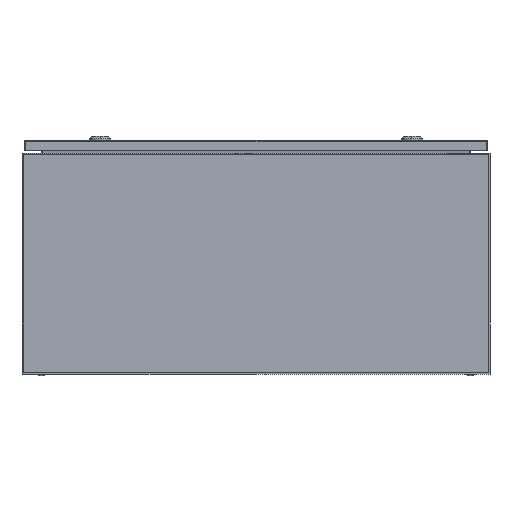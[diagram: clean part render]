
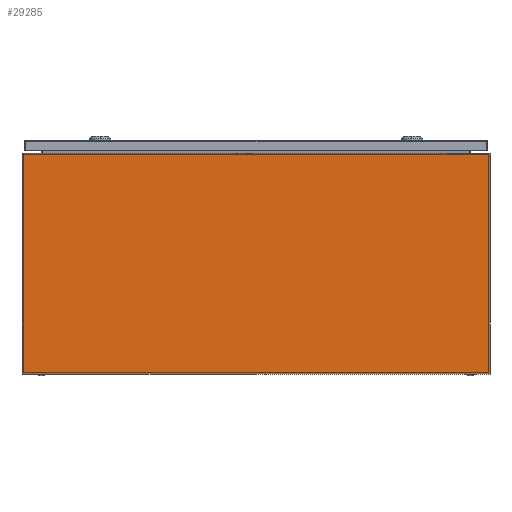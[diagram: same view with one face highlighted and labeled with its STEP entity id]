
A CAD part, left-side view. The second image highlights one B-rep face of the part: STEP entity #29285.
In plain terms, the highlighted planar face has unit normal (-1, 0, 0).
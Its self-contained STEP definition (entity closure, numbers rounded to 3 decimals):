
#659 = DIRECTION ( 'NONE',  ( 0., -1., 0. ) ) ;
#812 = CARTESIAN_POINT ( 'NONE',  ( 0., 0., 283. ) ) ;
#1284 = CARTESIAN_POINT ( 'NONE',  ( 0., 0., 0. ) ) ;
#1407 = EDGE_CURVE ( 'NONE', #37966, #32681, #16289, .T. ) ;
#2594 = ORIENTED_EDGE ( 'NONE', *, *, #37246, .F. ) ;
#3683 = DIRECTION ( 'NONE',  ( 0., -1., 0. ) ) ;
#5045 = CARTESIAN_POINT ( 'NONE',  ( 0., 0., 283. ) ) ;
#6026 = CARTESIAN_POINT ( 'NONE',  ( 0., 0., 283. ) ) ;
#11619 = EDGE_CURVE ( 'NONE', #26282, #19339, #29957, .T. ) ;
#12439 = AXIS2_PLACEMENT_3D ( 'NONE', #812, #24795, #36772 ) ;
#14623 = CARTESIAN_POINT ( 'NONE',  ( 0., 600., 0. ) ) ;
#15774 = PLANE ( 'NONE',  #12439 ) ;
#16289 = LINE ( 'NONE', #30640, #28174 ) ;
#16406 = ORIENTED_EDGE ( 'NONE', *, *, #34247, .T. ) ;
#18794 = ORIENTED_EDGE ( 'NONE', *, *, #1407, .T. ) ;
#19339 = VERTEX_POINT ( 'NONE', #5045 ) ;
#19936 = ORIENTED_EDGE ( 'NONE', *, *, #11619, .F. ) ;
#20494 = LINE ( 'NONE', #26414, #26430 ) ;
#24795 = DIRECTION ( 'NONE',  ( 1., 0., 0. ) ) ;
#26282 = VERTEX_POINT ( 'NONE', #27350 ) ;
#26414 = CARTESIAN_POINT ( 'NONE',  ( 0., 600., 283. ) ) ;
#26430 = VECTOR ( 'NONE', #32294, 1000. ) ;
#26512 = DIRECTION ( 'NONE',  ( 0., 0., -1. ) ) ;
#27350 = CARTESIAN_POINT ( 'NONE',  ( 0., 600., 283. ) ) ;
#28174 = VECTOR ( 'NONE', #3683, 1000. ) ;
#29285 = ADVANCED_FACE ( 'NONE', ( #30701 ), #15774, .F. ) ;
#29957 = LINE ( 'NONE', #30544, #30167 ) ;
#30167 = VECTOR ( 'NONE', #659, 1000. ) ;
#30544 = CARTESIAN_POINT ( 'NONE',  ( 0., 0., 283. ) ) ;
#30640 = CARTESIAN_POINT ( 'NONE',  ( 0., 0., 0. ) ) ;
#30701 = FACE_OUTER_BOUND ( 'NONE', #33379, .T. ) ;
#32294 = DIRECTION ( 'NONE',  ( 0., 0., -1. ) ) ;
#32681 = VERTEX_POINT ( 'NONE', #1284 ) ;
#32966 = LINE ( 'NONE', #6026, #34706 ) ;
#33379 = EDGE_LOOP ( 'NONE', ( #18794, #2594, #19936, #16406 ) ) ;
#34247 = EDGE_CURVE ( 'NONE', #26282, #37966, #20494, .T. ) ;
#34706 = VECTOR ( 'NONE', #26512, 1000. ) ;
#36772 = DIRECTION ( 'NONE',  ( 0., 0., -1. ) ) ;
#37246 = EDGE_CURVE ( 'NONE', #19339, #32681, #32966, .T. ) ;
#37966 = VERTEX_POINT ( 'NONE', #14623 ) ;
